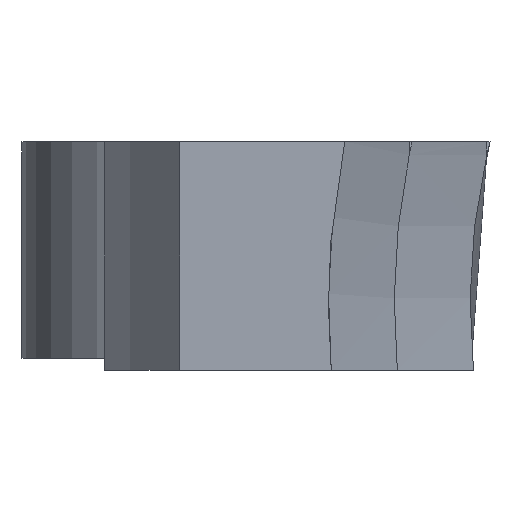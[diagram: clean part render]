
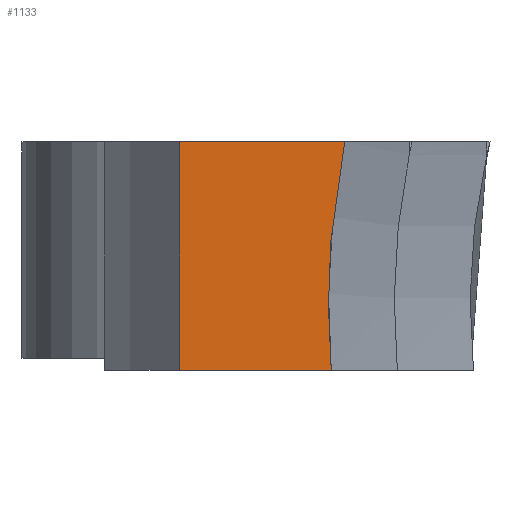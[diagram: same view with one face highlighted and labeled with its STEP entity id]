
A CAD part, left-side view. The second image highlights one B-rep face of the part: STEP entity #1133.
In plain terms, the highlighted planar face has unit normal (-0.999, 0.039, 0).
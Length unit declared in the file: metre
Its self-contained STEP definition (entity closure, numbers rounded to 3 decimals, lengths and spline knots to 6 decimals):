
#12=ELLIPSE('',#1239,0.060046,0.06);
#247=ORIENTED_EDGE('',*,*,#466,.F.);
#248=ORIENTED_EDGE('',*,*,#528,.F.);
#249=ORIENTED_EDGE('',*,*,#497,.T.);
#250=ORIENTED_EDGE('',*,*,#529,.T.);
#466=EDGE_CURVE('',#623,#624,#731,.T.);
#497=EDGE_CURVE('',#650,#648,#751,.T.);
#528=EDGE_CURVE('',#650,#623,#768,.T.);
#529=EDGE_CURVE('',#648,#624,#12,.F.);
#623=VERTEX_POINT('',#1730);
#624=VERTEX_POINT('',#1732);
#648=VERTEX_POINT('',#1797);
#650=VERTEX_POINT('',#1800);
#731=LINE('',#1731,#853);
#751=LINE('',#1799,#873);
#768=LINE('',#1869,#890);
#853=VECTOR('',#1375,1.);
#873=VECTOR('',#1423,1.);
#890=VECTOR('',#1484,1.);
#951=EDGE_LOOP('',(#247,#248,#249,#250));
#1022=FACE_BOUND('',#951,.T.);
#1082=PLANE('',#1238);
#1133=ADVANCED_FACE('',(#1022),#1082,.T.);
#1238=AXIS2_PLACEMENT_3D('',#1868,#1482,#1483);
#1239=AXIS2_PLACEMENT_3D('',#1870,#1485,#1486);
#1375=DIRECTION('',(-0.039,-0.999,0.));
#1423=DIRECTION('',(-0.039,-0.999,0.));
#1482=DIRECTION('',(-0.999,0.039,0.));
#1483=DIRECTION('',(0.039,0.999,0.));
#1484=DIRECTION('',(0.,0.,1.));
#1485=DIRECTION('',(-0.999,0.039,0.));
#1486=DIRECTION('',(-0.039,-0.999,0.));
#1730=CARTESIAN_POINT('',(0.012998,0.071083,0.012024));
#1731=CARTESIAN_POINT('',(0.012305,0.053403,0.012024));
#1732=CARTESIAN_POINT('',(0.012516,0.058783,0.012024));
#1797=CARTESIAN_POINT('',(0.012555,0.059791,-0.005));
#1799=CARTESIAN_POINT('',(0.012305,0.053403,-0.005));
#1800=CARTESIAN_POINT('',(0.012998,0.071083,-0.005));
#1868=CARTESIAN_POINT('',(0.012305,0.053403,-0.005));
#1869=CARTESIAN_POINT('',(0.012998,0.071083,-0.005));
#1870=CARTESIAN_POINT('',(0.01021,0.,0.));
